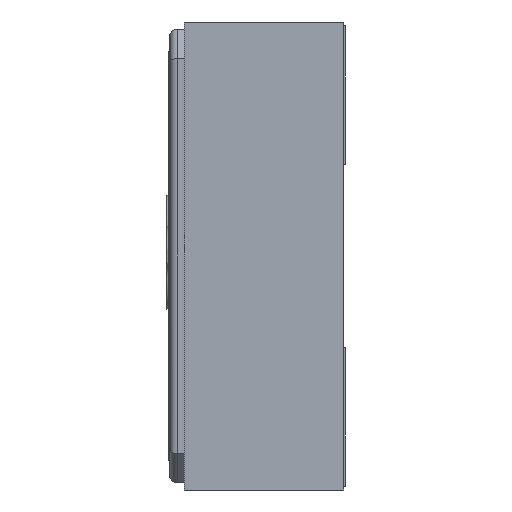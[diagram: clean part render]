
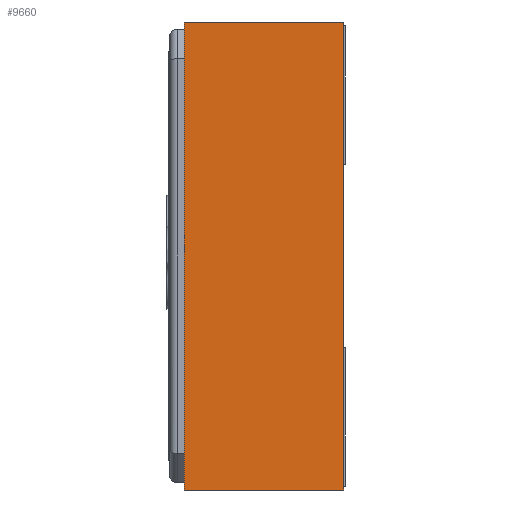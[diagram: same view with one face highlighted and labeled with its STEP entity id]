
A CAD part, left-side view. The second image highlights one B-rep face of the part: STEP entity #9660.
In plain terms, the highlighted planar face has unit normal (-1, 0, 0).
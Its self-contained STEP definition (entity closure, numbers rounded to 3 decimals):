
#412 = ORIENTED_EDGE ( 'NONE', *, *, #5075, .F. ) ;
#651 = CARTESIAN_POINT ( 'NONE',  ( -2.5, 1.1, 1.6 ) ) ;
#1292 = LINE ( 'NONE', #9862, #3651 ) ;
#1491 = AXIS2_PLACEMENT_3D ( 'NONE', #651, #11062, #7534 ) ;
#1523 = ORIENTED_EDGE ( 'NONE', *, *, #3069, .F. ) ;
#1569 = LINE ( 'NONE', #5034, #8210 ) ;
#1805 = EDGE_CURVE ( 'NONE', #3148, #9028, #8671, .T. ) ;
#1942 = VECTOR ( 'NONE', #5555, 1000. ) ;
#1960 = CARTESIAN_POINT ( 'NONE',  ( -2.5, 0.01, -1.6 ) ) ;
#2545 = CARTESIAN_POINT ( 'NONE',  ( -2.5, 1.1, -1.6 ) ) ;
#3065 = CARTESIAN_POINT ( 'NONE',  ( -2.5, 1.1, 1.6 ) ) ;
#3069 = EDGE_CURVE ( 'NONE', #4941, #10926, #9196, .T. ) ;
#3148 = VERTEX_POINT ( 'NONE', #2545 ) ;
#3430 = DIRECTION ( 'NONE',  ( 0., -1., 0. ) ) ;
#3500 = EDGE_LOOP ( 'NONE', ( #1523, #6083, #9769, #412 ) ) ;
#3613 = DIRECTION ( 'NONE',  ( 0., 0., -1. ) ) ;
#3651 = VECTOR ( 'NONE', #3613, 1000. ) ;
#4941 = VERTEX_POINT ( 'NONE', #10946 ) ;
#5034 = CARTESIAN_POINT ( 'NONE',  ( -2.5, 0.01, 1.6 ) ) ;
#5075 = EDGE_CURVE ( 'NONE', #10926, #9028, #1569, .T. ) ;
#5555 = DIRECTION ( 'NONE',  ( 0., -1., 0. ) ) ;
#6083 = ORIENTED_EDGE ( 'NONE', *, *, #6168, .T. ) ;
#6168 = EDGE_CURVE ( 'NONE', #4941, #3148, #1292, .T. ) ;
#6844 = CARTESIAN_POINT ( 'NONE',  ( -2.5, 1.1, -1.6 ) ) ;
#7437 = CARTESIAN_POINT ( 'NONE',  ( -2.5, 0.01, 1.6 ) ) ;
#7534 = DIRECTION ( 'NONE',  ( 0., 0., -1. ) ) ;
#8210 = VECTOR ( 'NONE', #8519, 1000. ) ;
#8466 = VECTOR ( 'NONE', #3430, 1000. ) ;
#8519 = DIRECTION ( 'NONE',  ( 0., 0., -1. ) ) ;
#8554 = FACE_OUTER_BOUND ( 'NONE', #3500, .T. ) ;
#8671 = LINE ( 'NONE', #6844, #8466 ) ;
#9028 = VERTEX_POINT ( 'NONE', #1960 ) ;
#9196 = LINE ( 'NONE', #3065, #1942 ) ;
#9346 = PLANE ( 'NONE',  #1491 ) ;
#9660 = ADVANCED_FACE ( 'NONE', ( #8554 ), #9346, .F. ) ;
#9769 = ORIENTED_EDGE ( 'NONE', *, *, #1805, .T. ) ;
#9862 = CARTESIAN_POINT ( 'NONE',  ( -2.5, 1.1, -1.6 ) ) ;
#10926 = VERTEX_POINT ( 'NONE', #7437 ) ;
#10946 = CARTESIAN_POINT ( 'NONE',  ( -2.5, 1.1, 1.6 ) ) ;
#11062 = DIRECTION ( 'NONE',  ( 1., 0., 0. ) ) ;
